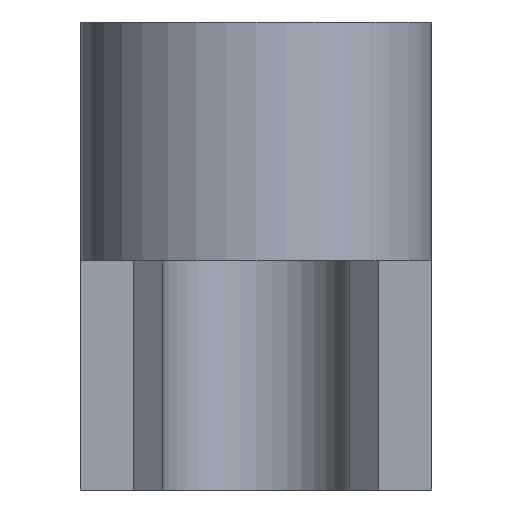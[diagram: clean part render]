
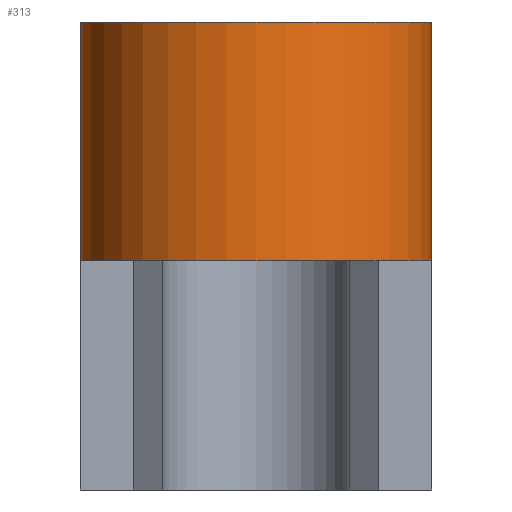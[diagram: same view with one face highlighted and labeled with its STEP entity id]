
A CAD part, front view. The second image highlights one B-rep face of the part: STEP entity #313.
In plain terms, the highlighted cylindrical face has radius 3.75 mm (diameter 7.5 mm), a partial arc.
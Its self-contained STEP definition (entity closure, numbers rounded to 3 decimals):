
#18=CYLINDRICAL_SURFACE('',#357,3.75);
#48=FACE_OUTER_BOUND('',#69,.T.);
#69=EDGE_LOOP('',(#287,#288,#289,#290));
#93=LINE('',#520,#122);
#99=LINE('',#534,#128);
#122=VECTOR('',#427,10.);
#128=VECTOR('',#445,10.);
#132=CIRCLE('',#334,3.75);
#141=CIRCLE('',#355,3.75);
#146=VERTEX_POINT('',#461);
#147=VERTEX_POINT('',#463);
#166=VERTEX_POINT('',#518);
#168=VERTEX_POINT('',#529);
#174=EDGE_CURVE('',#146,#147,#132,.T.);
#202=EDGE_CURVE('',#166,#146,#93,.T.);
#208=EDGE_CURVE('',#166,#168,#141,.T.);
#210=EDGE_CURVE('',#168,#147,#99,.T.);
#287=ORIENTED_EDGE('',*,*,#208,.T.);
#288=ORIENTED_EDGE('',*,*,#210,.T.);
#289=ORIENTED_EDGE('',*,*,#174,.F.);
#290=ORIENTED_EDGE('',*,*,#202,.F.);
#313=ADVANCED_FACE('',(#48),#18,.T.);
#334=AXIS2_PLACEMENT_3D('',#464,#373,#374);
#355=AXIS2_PLACEMENT_3D('',#531,#440,#441);
#357=AXIS2_PLACEMENT_3D('',#535,#446,#447);
#373=DIRECTION('center_axis',(0.,0.,1.));
#374=DIRECTION('ref_axis',(1.,0.,0.));
#427=DIRECTION('',(0.,0.,1.));
#440=DIRECTION('center_axis',(0.,0.,
1.));
#441=DIRECTION('ref_axis',(1.,0.,0.));
#445=DIRECTION('',(0.,0.,1.));
#446=DIRECTION('center_axis',(0.,0.,1.));
#447=DIRECTION('ref_axis',(1.,0.,0.));
#461=CARTESIAN_POINT('',(0.,15.,10.));
#463=CARTESIAN_POINT('',(7.5,15.,10.));
#464=CARTESIAN_POINT('Origin',(3.75,15.,10.));
#518=CARTESIAN_POINT('',(0.,15.,4.9));
#520=CARTESIAN_POINT('',(0.,15.,0.));
#529=CARTESIAN_POINT('',(7.5,15.,4.9));
#531=CARTESIAN_POINT('Origin',(3.75,15.,4.9));
#534=CARTESIAN_POINT('',(7.5,15.,0.));
#535=CARTESIAN_POINT('Origin',(3.75,15.,0.));
